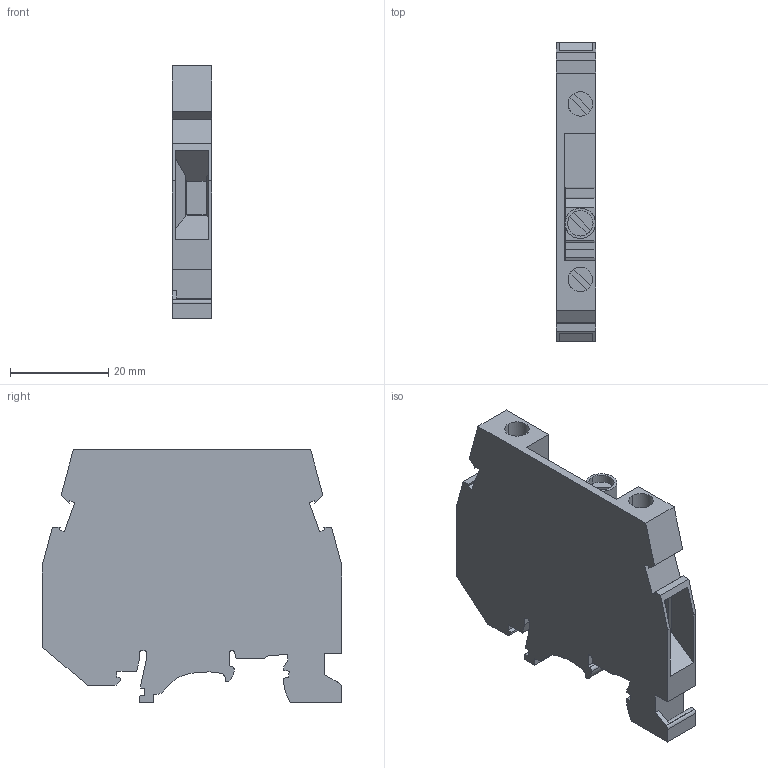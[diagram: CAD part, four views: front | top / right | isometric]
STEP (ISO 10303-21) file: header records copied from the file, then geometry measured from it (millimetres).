
FILE_DESCRIPTION(('Creo Elements/Direct Modeling STEP Export'),'2;1');
FILE_NAME('model.stp','2020-11-19T 0:18:40',(''),(''),'Creo Elements/Direct Modeling STEP processor for AP214 (Solid Model)','Creo Elements/Direct Modeling 20.1A 29-Sep-2018 (C) Parametric Technology GmbH','');
FILE_SCHEMA(('AUTOMOTIVE_DESIGN { 1 0 10303 214 1 1 1 1 }'));
Length unit declared in the file: millimetre
Products named in the file (2): UGSK_S_GS-select
Assembly tree (1 placements, depth 2):
  UGSK_S_GS-select
    UGSK_S_GS-select
Bounding box: 8.15 x 61 x 51.5 mm (x, y, z)
Volume: 17854.9 mm3; surface area: 9057 mm2
Topology: 1 solids, 1 shells, 153 faces, 434 edges, 288 vertices
Faces by surface type: plane 128, cylinder 25
Entity records: 6073 total; most frequent: ORIENTED_EDGE 868, CARTESIAN_POINT 853, DIRECTION 764, EDGE_CURVE 434, VECTOR 366, LINE 366, VERTEX_POINT 288, AXIS2_PLACEMENT_3D 199
